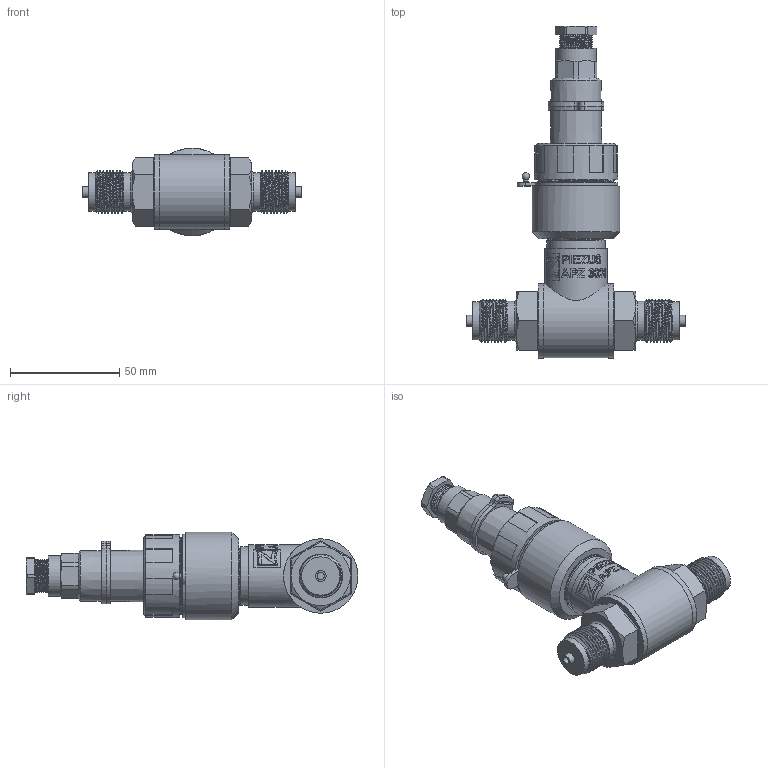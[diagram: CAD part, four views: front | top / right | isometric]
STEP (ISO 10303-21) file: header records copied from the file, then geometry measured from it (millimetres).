
FILE_DESCRIPTION(/* description */ (''),/* implementation_level */ '2;1');
FILE_NAME(/* name */ 'APZ3020_M20x1,5EN-axial_Buccaneer.step',/* time_stamp */ '2021-07-28T15:15:16+03:00',/* author */ (''),/* organization */ (''),/* preprocessor_version */ 'ST-DEVELOPER v18.1',/* originating_system */ 'Autodesk Translation Framework v10.9.0.1377',/* authorisation */ '');
FILE_SCHEMA (('AUTOMOTIVE_DESIGN { 1 0 10303 214 3 1 1 }'));
Length unit declared in the file: millimetre
Products named in the file (11): АПЗ 3020 - filled; M20x1,5 EN; shell; shell2; Buccaneer assembly v5; Bucaneer female v5; px0736-s; px0736-s_2; Bucaneer male v11; px0735-p; px0735-p_1
Assembly tree (10 placements, depth 5):
  АПЗ 3020 - filled
    M20x1,5 EN
    shell
    shell2
    Buccaneer assembly v5
      Bucaneer female v5
        px0736-s
          px0736-s_2
      Bucaneer male v11
        px0735-p
          px0735-p_1
Bounding box: 100.4 x 151.64 x 40 mm (x, y, z)
Volume: 119243.1 mm3; surface area: 63948.7 mm2
Topology: 14 solids, 18 shells, 1759 faces, 4818 edges, 3161 vertices
Faces by surface type: plane 1026, bspline 289, cylinder 284, cone 133, torus 16, sphere 11
Full cylindrical faces by diameter (mm): 2.03 x1, 2.413 x4, 2.439 x6, 2.459 x2, 2.464 x2, 2.87 x4, 3 x4, 3.3 x2, 3.302 x6, 3.734 x2, 4.1 x6, 4.19 x2, 4.47 x2, 5 x2, 8.255 x1, 9.53 x2, 11.938 x1, 12.09 x1, 13.716 x1, 13.741 x5, 14.021 x1, 14.884 x6, 15.062 x9, 16.61 x1, 17 x1, 17.5 x2, 17.8 x2, 18 x1, 18.137 x14, 18.42 x1
Entity records: 93797 total; most frequent: CARTESIAN_POINT 51124, ORIENTED_EDGE 9610, DIRECTION 7461, EDGE_CURVE 4805, VERTEX_POINT 3161, LINE 3039, VECTOR 3039, AXIS2_PLACEMENT_3D 2211
